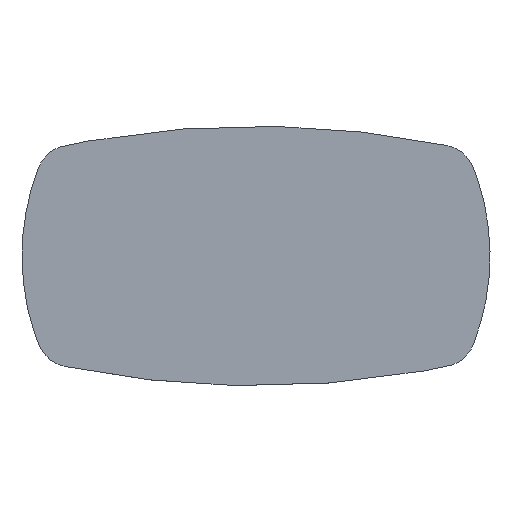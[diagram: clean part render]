
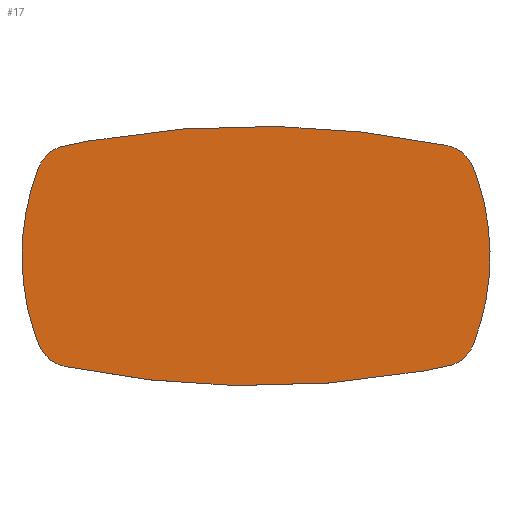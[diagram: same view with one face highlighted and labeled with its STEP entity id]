
A CAD part, top view. The second image highlights one B-rep face of the part: STEP entity #17.
In plain terms, the highlighted planar face has unit normal (0, 0, 1).
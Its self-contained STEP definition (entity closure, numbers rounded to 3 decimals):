
#17=ADVANCED_FACE('',(#21),#56,.T.);
#21=FACE_OUTER_BOUND('',#25,.T.);
#25=EDGE_LOOP('',(#33,#34));
#33=ORIENTED_EDGE('',*,*,#41,.T.);
#34=ORIENTED_EDGE('',*,*,#44,.T.);
#41=EDGE_CURVE('',#52,#54,#47,.T.);
#44=EDGE_CURVE('',#54,#52,#50,.T.);
#47=(
BOUNDED_CURVE()
B_SPLINE_CURVE(2,(#142,#143,#144,#145,#146,#147,#148,#149,#150),
 .UNSPECIFIED.,.F.,.F.)
B_SPLINE_CURVE_WITH_KNOTS((3,2,2,2,3),(0.,106.864,120.894,
172.795,186.825),.UNSPECIFIED.)
CURVE()
GEOMETRIC_REPRESENTATION_ITEM()
RATIONAL_B_SPLINE_CURVE((1.,0.98,1.,0.878,1.,0.932,
1.,0.878,1.))
REPRESENTATION_ITEM('')
);
#50=(
BOUNDED_CURVE()
B_SPLINE_CURVE(2,(#162,#163,#164,#165,#166,#167,#168,#169,#170),
 .UNSPECIFIED.,.F.,.F.)
B_SPLINE_CURVE_WITH_KNOTS((3,2,2,2,3),(186.825,293.689,
307.719,359.62,373.65),.UNSPECIFIED.)
CURVE()
GEOMETRIC_REPRESENTATION_ITEM()
RATIONAL_B_SPLINE_CURVE((1.,0.98,1.,0.878,1.,0.932,
1.,0.878,1.))
REPRESENTATION_ITEM('')
);
#52=VERTEX_POINT('',#128);
#54=VERTEX_POINT('',#130);
#56=PLANE('',#80);
#80=AXIS2_PLACEMENT_3D('',#108,#85,$);
#85=DIRECTION('',(0.,0.,1.));
#108=CARTESIAN_POINT('',(238.125,38.926,-15.612));
#128=CARTESIAN_POINT('',(265.95,53.072,-15.612));
#130=CARTESIAN_POINT('',(370.3,113.53,-15.612));
#142=CARTESIAN_POINT('',(265.95,53.072,-15.612));
#143=CARTESIAN_POINT('',(318.125,42.422,-15.612));
#144=CARTESIAN_POINT('',(370.3,53.072,-15.612));
#145=CARTESIAN_POINT('',(375.649,54.163,-15.612));
#146=CARTESIAN_POINT('',(377.623,59.252,-15.612));
#147=CARTESIAN_POINT('',(386.954,83.301,-15.612));
#148=CARTESIAN_POINT('',(377.623,107.35,-15.612));
#149=CARTESIAN_POINT('',(375.649,112.439,-15.612));
#150=CARTESIAN_POINT('',(370.3,113.53,-15.612));
#162=CARTESIAN_POINT('',(370.3,113.53,-15.612));
#163=CARTESIAN_POINT('',(318.125,124.18,-15.612));
#164=CARTESIAN_POINT('',(265.95,113.53,-15.612));
#165=CARTESIAN_POINT('',(260.601,112.439,-15.612));
#166=CARTESIAN_POINT('',(258.627,107.35,-15.612));
#167=CARTESIAN_POINT('',(249.296,83.301,-15.612));
#168=CARTESIAN_POINT('',(258.627,59.252,-15.612));
#169=CARTESIAN_POINT('',(260.601,54.163,-15.612));
#170=CARTESIAN_POINT('',(265.95,53.072,-15.612));
